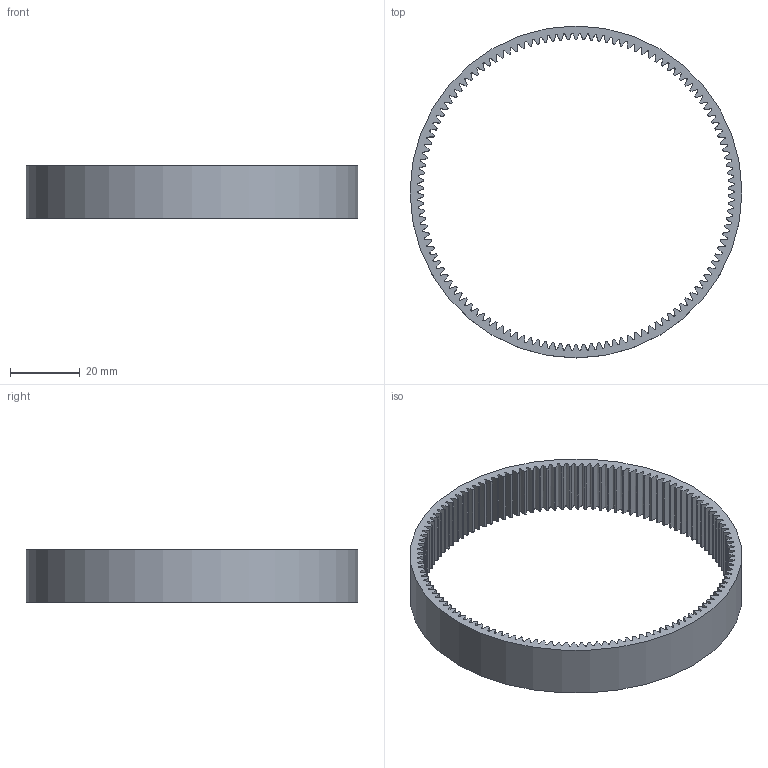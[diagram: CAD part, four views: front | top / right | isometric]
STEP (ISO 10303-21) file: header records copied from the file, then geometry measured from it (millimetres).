
FILE_DESCRIPTION(/* description */ ('STEP AP203'),/* implementation_level */ '2;1');
FILE_NAME(/* name */ 'RING-126',/* time_stamp */ '2024-08-10T06:15:34-04:00',/* author */ (' '),/* organization */ (' '),/* preprocessor_version */ 'ST-DEVELOPER v19.3',/* originating_system */ ' ',/* authorisation */ ' ');
FILE_SCHEMA (('CONFIG_CONTROL_DESIGN'));
Length unit declared in the file: metre
Products named in the file (1): id2
Bounding box: 95.2 x 95.2 x 15 mm (x, y, z)
Volume: 19337.7 mm3; surface area: 14699.5 mm2
Topology: 1 solids, 1 shells, 255 faces, 759 edges, 506 vertices
Faces by surface type: cylinder 127, bspline 126, plane 2
Full cylindrical faces by diameter (mm): 95.2 x1
Entity records: 16711 total; most frequent: CARTESIAN_POINT 10466, ORIENTED_EDGE 1516, DIRECTION 1020, EDGE_CURVE 758, VERTEX_POINT 506, AXIS2_PLACEMENT_3D 384, EDGE_LOOP 258, FACE_BOUND 258
